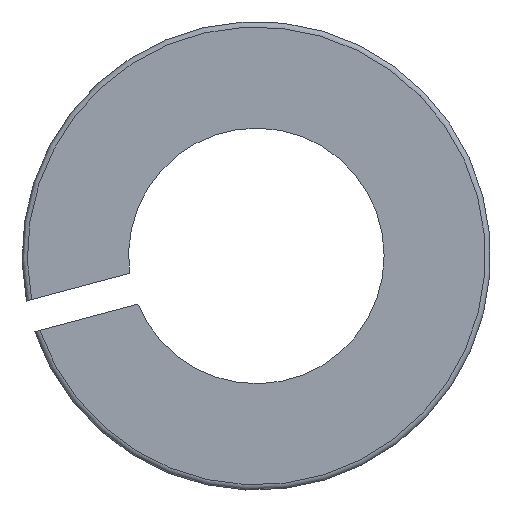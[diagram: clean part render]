
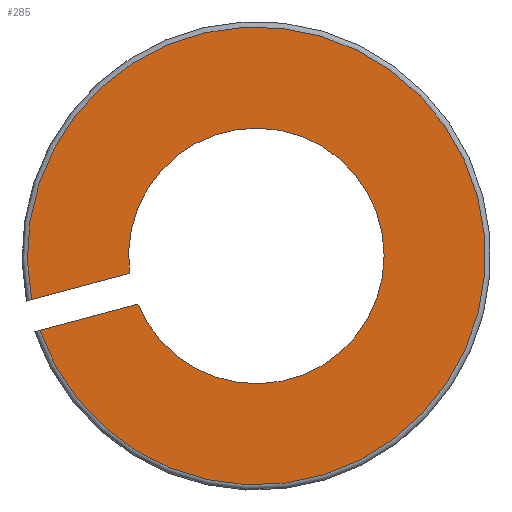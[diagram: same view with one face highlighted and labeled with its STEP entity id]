
A CAD part, left-side view. The second image highlights one B-rep face of the part: STEP entity #285.
In plain terms, the highlighted planar face has unit normal (-1, 0, 0).
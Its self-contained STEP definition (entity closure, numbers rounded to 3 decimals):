
#23=CIRCLE('',#322,10.75);
#24=CIRCLE('',#323,6.);
#39=FACE_OUTER_BOUND('',#55,.T.);
#55=EDGE_LOOP('',(#219,#220,#221,#222));
#77=LINE('',#458,#101);
#96=LINE('',#529,#120);
#101=VECTOR('',#357,10.);
#120=VECTOR('',#378,10.);
#126=VERTEX_POINT('',#446);
#127=VERTEX_POINT('',#457);
#136=VERTEX_POINT('',#485);
#148=VERTEX_POINT('',#527);
#154=EDGE_CURVE('',#127,#126,#77,.T.);
#176=EDGE_CURVE('',#136,#148,#96,.T.);
#177=EDGE_CURVE('',#136,#126,#23,.T.);
#178=EDGE_CURVE('',#148,#127,#24,.T.);
#219=ORIENTED_EDGE('',*,*,#154,.T.);
#220=ORIENTED_EDGE('',*,*,#177,.F.);
#221=ORIENTED_EDGE('',*,*,#176,.T.);
#222=ORIENTED_EDGE('',*,*,#178,.T.);
#277=PLANE('',#321);
#285=ADVANCED_FACE('',(#39),#277,.T.);
#321=AXIS2_PLACEMENT_3D('',#530,#379,#380);
#322=AXIS2_PLACEMENT_3D('',#531,#381,#382);
#323=AXIS2_PLACEMENT_3D('',#532,#383,#384);
#357=DIRECTION('',(0.,0.966,-0.259));
#378=DIRECTION('',(0.,-0.966,0.259));
#379=DIRECTION('center_axis',(-1.,0.,0.));
#380=DIRECTION('ref_axis',(0.,0.,1.));
#381=DIRECTION('center_axis',(1.,0.,0.));
#382=DIRECTION('ref_axis',(0.,-1.,0.));
#383=DIRECTION('center_axis',(1.,0.,0.));
#384=DIRECTION('ref_axis',(0.,1.,0.));
#446=CARTESIAN_POINT('',(-16.,10.164,-3.5));
#457=CARTESIAN_POINT('',(-16.,5.556,-2.265));
#458=CARTESIAN_POINT('',(-16.,6.646,-2.557));
#485=CARTESIAN_POINT('',(-16.,10.553,-2.051));
#527=CARTESIAN_POINT('',(-16.,5.944,-0.816));
#529=CARTESIAN_POINT('',(-16.,9.46,-1.758));
#530=CARTESIAN_POINT('Origin',(-16.,8.5,0.));
#531=CARTESIAN_POINT('Origin',(-16.,0.,0.));
#532=CARTESIAN_POINT('Origin',(-16.,0.,0.));
